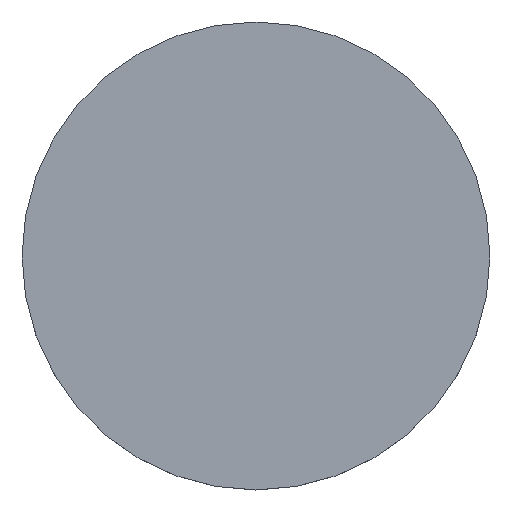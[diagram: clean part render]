
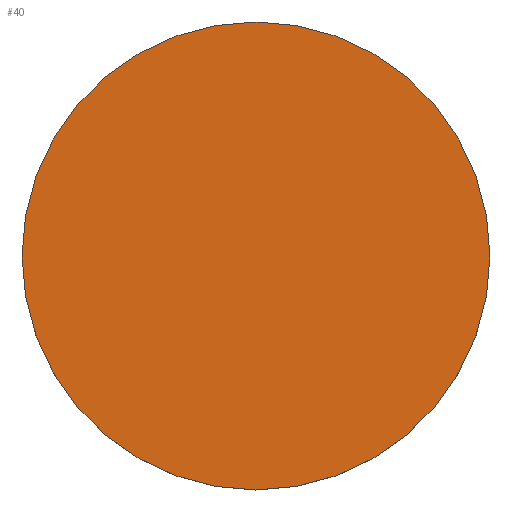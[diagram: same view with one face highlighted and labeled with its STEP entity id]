
A CAD part, top view. The second image highlights one B-rep face of the part: STEP entity #40.
In plain terms, the highlighted planar face has unit normal (0, 0, 1).
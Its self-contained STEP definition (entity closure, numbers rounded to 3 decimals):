
#8 = AXIS2_PLACEMENT_3D ( 'NONE', #133, #58, #196 ) ;
#10 = CARTESIAN_POINT ( 'NONE',  ( 0., 0., 5. ) ) ;
#27 = CARTESIAN_POINT ( 'NONE',  ( 0., 0., 5. ) ) ;
#28 = CARTESIAN_POINT ( 'NONE',  ( -25.4, 0., 5. ) ) ;
#30 = ORIENTED_EDGE ( 'NONE', *, *, #213, .F. ) ;
#40 = ADVANCED_FACE ( 'NONE', ( #171 ), #219, .T. ) ;
#58 = DIRECTION ( 'NONE',  ( 0., 0., 1. ) ) ;
#71 = CIRCLE ( 'NONE', #94, 25.4 ) ;
#87 = DIRECTION ( 'NONE',  ( 1., 0., 0. ) ) ;
#94 = AXIS2_PLACEMENT_3D ( 'NONE', #27, #140, #87 ) ;
#123 = CIRCLE ( 'NONE', #207, 25.4 ) ;
#127 = EDGE_CURVE ( 'NONE', #214, #179, #71, .T. ) ;
#129 = EDGE_LOOP ( 'NONE', ( #201, #30 ) ) ;
#133 = CARTESIAN_POINT ( 'NONE',  ( 0., 52.02, 5. ) ) ;
#138 = DIRECTION ( 'NONE',  ( 1., 0., 0. ) ) ;
#140 = DIRECTION ( 'NONE',  ( 0., 0., -1. ) ) ;
#169 = DIRECTION ( 'NONE',  ( 0., 0., -1. ) ) ;
#171 = FACE_OUTER_BOUND ( 'NONE', #129, .T. ) ;
#179 = VERTEX_POINT ( 'NONE', #28 ) ;
#196 = DIRECTION ( 'NONE',  ( 1., 0., 0. ) ) ;
#201 = ORIENTED_EDGE ( 'NONE', *, *, #127, .F. ) ;
#203 = CARTESIAN_POINT ( 'NONE',  ( 25.4, 0., 5. ) ) ;
#207 = AXIS2_PLACEMENT_3D ( 'NONE', #10, #169, #138 ) ;
#213 = EDGE_CURVE ( 'NONE', #179, #214, #123, .T. ) ;
#214 = VERTEX_POINT ( 'NONE', #203 ) ;
#219 = PLANE ( 'NONE',  #8 ) ;
